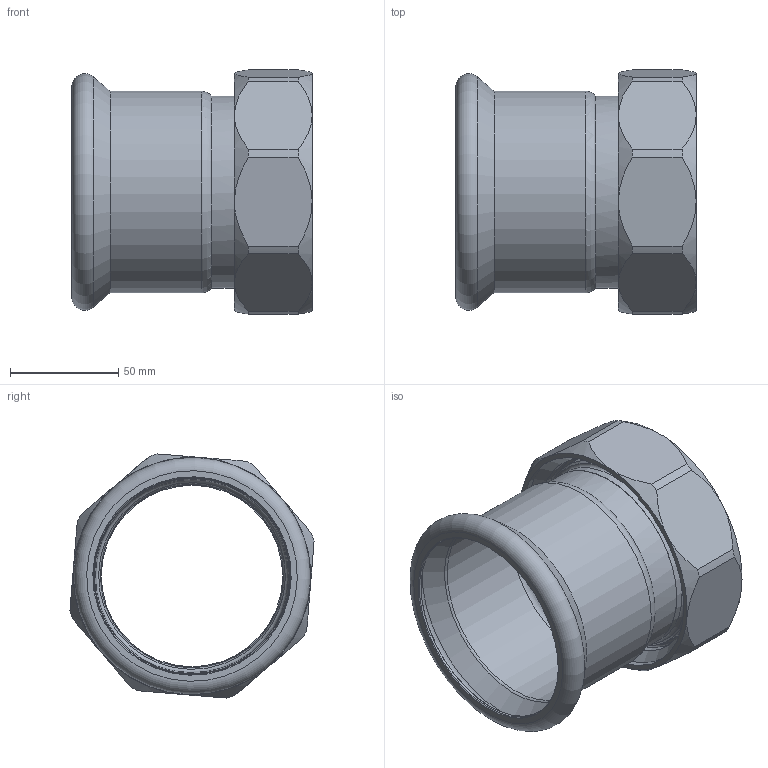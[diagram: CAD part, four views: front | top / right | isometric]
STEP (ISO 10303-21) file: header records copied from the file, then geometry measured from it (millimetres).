
FILE_DESCRIPTION(/* description */ (''),/* implementation_level */ '2;1');
FILE_NAME(/* name */ '45040.stp',/* time_stamp */ '2023-09-08T11:35:58+02:00',/* author */ ('JANAN'),/* organization */ (''),/* preprocessor_version */ 'ST-DEVELOPER v19.2',/* originating_system */ 'Autodesk Inventor 2023',/* authorisation */ '');
FILE_SCHEMA (('AUTOMOTIVE_DESIGN { 1 0 10303 214 3 1 1 }'));
Length unit declared in the file: millimetre
Products named in the file (1): tmpEEE0.tmp
Bounding box: 111.25 x 113.03 x 113.03 mm (x, y, z)
Volume: 153408.4 mm3; surface area: 97060.9 mm2
Topology: 4 solids, 4 shells, 72 faces, 153 edges, 91 vertices
Faces by surface type: cone 23, cylinder 22, plane 18, torus 9
Full cylindrical faces by diameter (mm): 84 x1, 84.9 x2, 88.9 x2, 89.5 x1, 91 x1, 93.5 x1, 93.8 x1, 97 x2, 97.6 x2, 105.5 x1
Entity records: 2144 total; most frequent: CARTESIAN_POINT 471, DIRECTION 351, ORIENTED_EDGE 306, AXIS2_PLACEMENT_3D 157, EDGE_CURVE 153, VERTEX_POINT 91, CIRCLE 84, EDGE_LOOP 82
